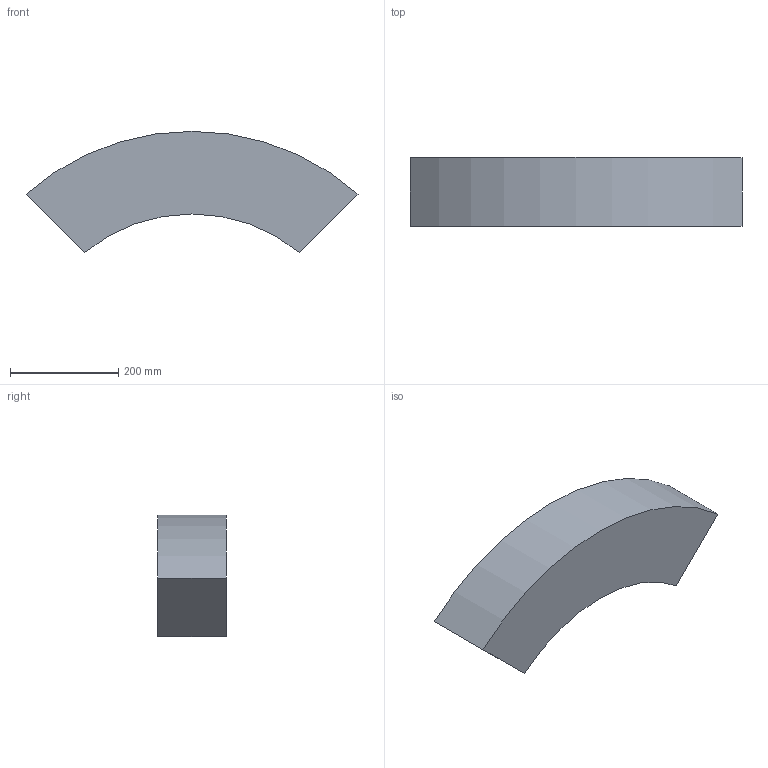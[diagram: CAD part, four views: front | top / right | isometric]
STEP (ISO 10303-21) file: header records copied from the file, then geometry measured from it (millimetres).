
FILE_DESCRIPTION(/* description */ (''),/* implementation_level */ '2;1');
FILE_NAME(/* name */ 'Arch header 3 (C).step',/* time_stamp */ '2022-08-16T14:07:13-05:00',/* author */ (''),/* organization */ (''),/* preprocessor_version */ 'ST-DEVELOPER v19',/* originating_system */ 'Autodesk Translation Framework v11.7.0.108',/* authorisation */ '');
FILE_SCHEMA (('AUTOMOTIVE_DESIGN { 1 0 10303 214 3 1 1 }'));
Length unit declared in the file: inch
Products named in the file (1): Arch header 3 (C)
Bounding box: 612.81 x 127 x 223.79 mm (x, y, z)
Volume: 10641106.5 mm3; surface area: 346047.7 mm2
Topology: 1 solids, 1 shells, 6 faces, 12 edges, 8 vertices
Faces by surface type: plane 4, cylinder 2
Entity records: 195 total; most frequent: DIRECTION 30, CARTESIAN_POINT 27, ORIENTED_EDGE 24, EDGE_CURVE 12, AXIS2_PLACEMENT_3D 11, LINE 8, VECTOR 8, VERTEX_POINT 8
